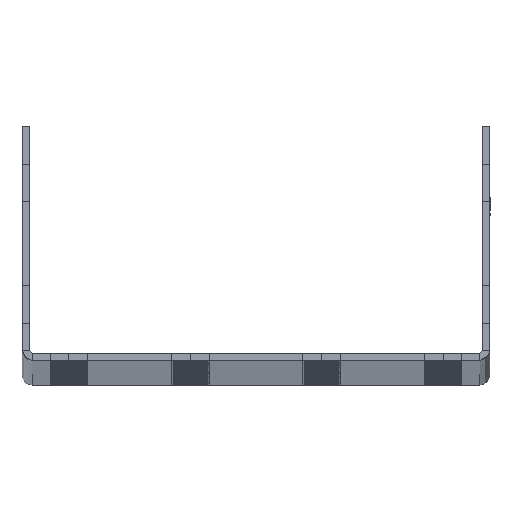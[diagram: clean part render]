
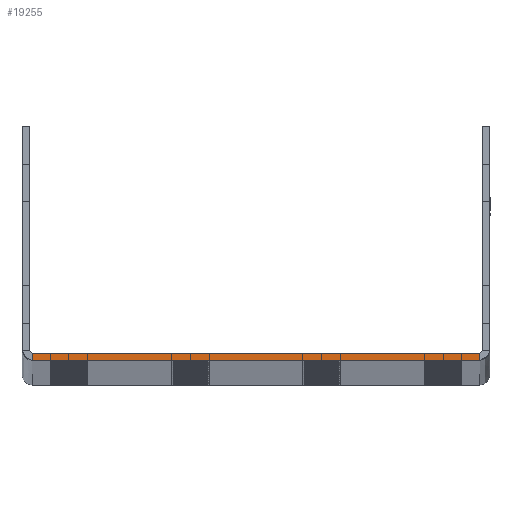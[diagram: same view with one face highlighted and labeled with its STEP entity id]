
A CAD part, top view. The second image highlights one B-rep face of the part: STEP entity #19255.
In plain terms, the highlighted free-form (B-spline) face has degree [1, 1] with [2, 2] control points.
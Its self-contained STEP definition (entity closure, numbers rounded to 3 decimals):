
#19221 = EDGE_CURVE('',#19222,#19224,#19226,.T.);
#19222 = VERTEX_POINT('',#19223);
#19223 = CARTESIAN_POINT('',(52.47,-27.464,
    3295.648));
#19224 = VERTEX_POINT('',#19225);
#19225 = CARTESIAN_POINT('',(52.47,-25.816,
    3295.648));
#19226 = B_SPLINE_CURVE_WITH_KNOTS('',1,(#19227,#19228),.UNSPECIFIED.,
  .F.,.F.,(2,2),(0.,1.5),.PIECEWISE_BEZIER_KNOTS.);
#19227 = CARTESIAN_POINT('',(52.47,-27.464,
    3295.648));
#19228 = CARTESIAN_POINT('',(52.47,-25.816,
    3295.648));
#19255 = ADVANCED_FACE('',(#19256),#19278,.T.);
#19256 = FACE_BOUND('',#19257,.T.);
#19257 = EDGE_LOOP('',(#19258,#19265,#19266,#19273));
#19258 = ORIENTED_EDGE('',*,*,#19259,.F.);
#19259 = EDGE_CURVE('',#19222,#19260,#19262,.T.);
#19260 = VERTEX_POINT('',#19261);
#19261 = CARTESIAN_POINT('',(-52.47,-27.464,
    3295.648));
#19262 = B_SPLINE_CURVE_WITH_KNOTS('',1,(#19263,#19264),.UNSPECIFIED.,
  .F.,.F.,(2,2),(-97.763,-2.237),.PIECEWISE_BEZIER_KNOTS.);
#19263 = CARTESIAN_POINT('',(52.47,-27.464,
    3295.648));
#19264 = CARTESIAN_POINT('',(-52.47,-27.464,
    3295.648));
#19265 = ORIENTED_EDGE('',*,*,#19221,.T.);
#19266 = ORIENTED_EDGE('',*,*,#19267,.T.);
#19267 = EDGE_CURVE('',#19224,#19268,#19270,.T.);
#19268 = VERTEX_POINT('',#19269);
#19269 = CARTESIAN_POINT('',(-52.47,-25.816,
    3295.648));
#19270 = B_SPLINE_CURVE_WITH_KNOTS('',1,(#19271,#19272),.UNSPECIFIED.,
  .F.,.F.,(2,2),(-97.763,-2.237),.PIECEWISE_BEZIER_KNOTS.);
#19271 = CARTESIAN_POINT('',(52.47,-25.816,
    3295.648));
#19272 = CARTESIAN_POINT('',(-52.47,-25.816,
    3295.648));
#19273 = ORIENTED_EDGE('',*,*,#19274,.T.);
#19274 = EDGE_CURVE('',#19268,#19260,#19275,.T.);
#19275 = B_SPLINE_CURVE_WITH_KNOTS('',1,(#19276,#19277),.UNSPECIFIED.,
  .F.,.F.,(2,2),(0.,1.5),.PIECEWISE_BEZIER_KNOTS.);
#19276 = CARTESIAN_POINT('',(-52.47,-25.816,
    3295.648));
#19277 = CARTESIAN_POINT('',(-52.47,-27.464,
    3295.648));
#19278 = B_SPLINE_SURFACE_WITH_KNOTS('',1,1,(
    (#19279,#19280)
    ,(#19281,#19282
    )),.UNSPECIFIED.,.F.,.F.,.F.,(2,2),(2,2),(-96.263,-0.737),(-2.237
    ,-0.737),.PIECEWISE_BEZIER_KNOTS.);
#19279 = CARTESIAN_POINT('',(-52.47,-27.464,
    3295.648));
#19280 = CARTESIAN_POINT('',(-52.47,-25.816,
    3295.648));
#19281 = CARTESIAN_POINT('',(52.47,-27.464,
    3295.648));
#19282 = CARTESIAN_POINT('',(52.47,-25.816,
    3295.648));
